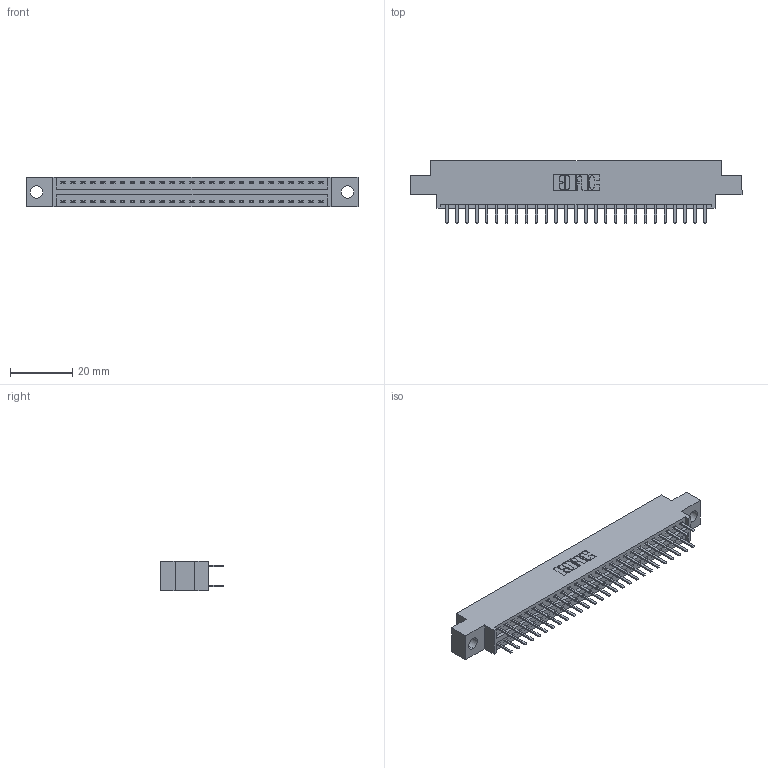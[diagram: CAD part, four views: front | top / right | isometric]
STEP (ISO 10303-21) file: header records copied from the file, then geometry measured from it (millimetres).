
FILE_DESCRIPTION (( 'STEP AP203' ), '1' );
FILE_NAME ('346-054-520-804.STEP', '2022-05-21T02:45:02', ( '' ), ( '' ), 'SwSTEP 2.0', 'SolidWorks 2020', '' );
FILE_SCHEMA (( 'CONFIG_CONTROL_DESIGN' ));
Length unit declared in the file: inch
Products named in the file (3): 345-292-001_345-293-120; 346 Part_0.170 Offset - 0.156 Dia-TH; 346-054-520-804
Assembly tree (55 placements, depth 2):
  346-054-520-804
    346 Part_0.170 Offset - 0.156 Dia-TH
    345-292-001_345-293-120  x54
Bounding box: 106.3 x 20.02 x 9.4 mm (x, y, z)
Volume: 9964.7 mm3; surface area: 13433.2 mm2
Topology: 55 solids, 55 shells, 3164 faces, 9179 edges, 5974 vertices
Faces by surface type: plane 2092, cylinder 1072
Entity records: 20305 total; most frequent: CARTESIAN_POINT 3386, ORIENTED_EDGE 3306, DIRECTION 3021, EDGE_CURVE 1653, VECTOR 1409, LINE 1409, VERTEX_POINT 1098, AXIS2_PLACEMENT_3D 806
